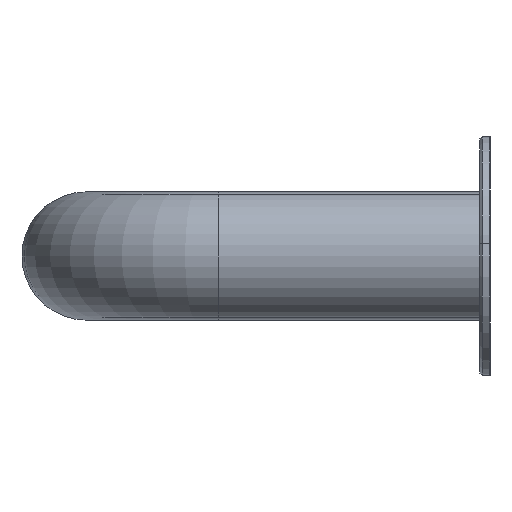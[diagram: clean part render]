
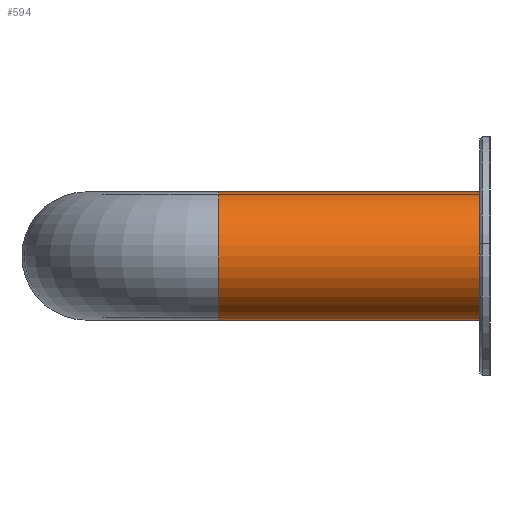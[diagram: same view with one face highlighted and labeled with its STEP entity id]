
A CAD part, left-side view. The second image highlights one B-rep face of the part: STEP entity #594.
In plain terms, the highlighted cylindrical face has radius 25.4 mm (diameter 50.8 mm), a full revolution.
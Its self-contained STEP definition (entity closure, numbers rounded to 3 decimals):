
#594=ADVANCED_FACE('',(#972,#974),#976,.T.);
#972=FACE_OUTER_BOUND('',#973,.T.);
#973=EDGE_LOOP('',(#1314));
#974=FACE_OUTER_BOUND('',#975,.T.);
#975=EDGE_LOOP('',(#1315));
#976=CYLINDRICAL_SURFACE('',#977,25.4);
#977=AXIS2_PLACEMENT_3D('',#978,#979,#980);
#978=CARTESIAN_POINT('',(0.,0.,0.));
#979=DIRECTION('',(-0.,-1.,-0.));
#980=DIRECTION('',(1.,0.,0.));
#1314=ORIENTED_EDGE('',*,*,#1405,.T.);
#1315=ORIENTED_EDGE('',*,*,#1403,.F.);
#1403=EDGE_CURVE('',#1459,#1459,#1460,.T.);
#1405=EDGE_CURVE('',#1463,#1463,#1464,.T.);
#1459=VERTEX_POINT('',#1578);
#1460=CIRCLE('',#1579,25.4);
#1463=VERTEX_POINT('',#1588);
#1464=CIRCLE('',#1589,25.4);
#1578=CARTESIAN_POINT('',(25.4,0.,0.));
#1579=AXIS2_PLACEMENT_3D('',#1580,#1581,#1582);
#1580=CARTESIAN_POINT('',(0.,0.,0.));
#1581=DIRECTION('',(0.,-1.,0.));
#1582=DIRECTION('',(1.,0.,0.));
#1588=CARTESIAN_POINT('',(25.4,107.4,0.));
#1589=AXIS2_PLACEMENT_3D('',#1590,#1591,#1592);
#1590=CARTESIAN_POINT('',(0.,107.4,0.));
#1591=DIRECTION('',(0.,-1.,0.));
#1592=DIRECTION('',(1.,0.,0.));
